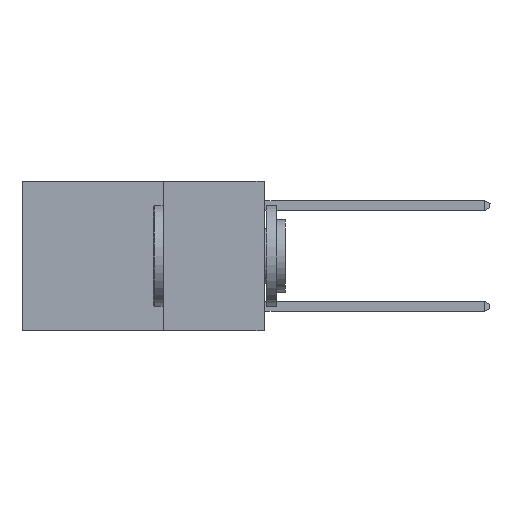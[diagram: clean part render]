
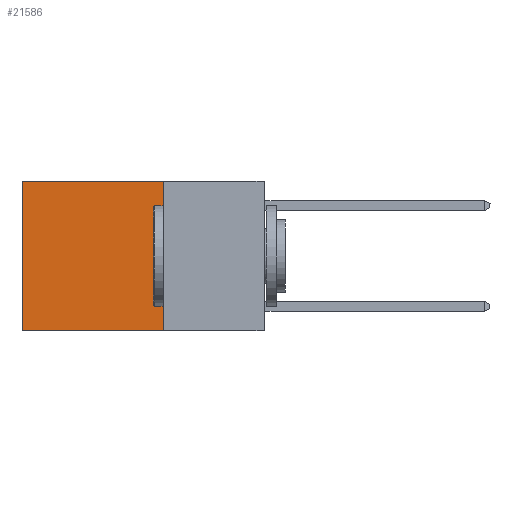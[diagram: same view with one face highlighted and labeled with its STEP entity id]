
A CAD part, left-side view. The second image highlights one B-rep face of the part: STEP entity #21586.
In plain terms, the highlighted planar face has unit normal (-1, 0, 0).
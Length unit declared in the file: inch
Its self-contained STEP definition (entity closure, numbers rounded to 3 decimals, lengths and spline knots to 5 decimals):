
#356 = CARTESIAN_POINT ( 'NONE',  ( 0.2625, 0.25, 0. ) ) ;
#875 = EDGE_CURVE ( 'NONE', #9480, #14641, #2086, .T. ) ;
#1205 = CARTESIAN_POINT ( 'NONE',  ( 0.2625, 0.25, -0.37 ) ) ;
#1802 = EDGE_CURVE ( 'NONE', #9480, #7190, #21016, .T. ) ;
#2086 = LINE ( 'NONE', #9009, #3332 ) ;
#3138 = AXIS2_PLACEMENT_3D ( 'NONE', #8493, #8605, #5205 ) ;
#3332 = VECTOR ( 'NONE', #17800, 39.37008 ) ;
#3346 = ORIENTED_EDGE ( 'NONE', *, *, #7204, .T. ) ;
#3620 = CARTESIAN_POINT ( 'NONE',  ( 0.2625, 0.25, 0. ) ) ;
#3831 = ORIENTED_EDGE ( 'NONE', *, *, #1802, .F. ) ;
#4856 = CARTESIAN_POINT ( 'NONE',  ( 0.2625, 0.25, -0.37 ) ) ;
#5205 = DIRECTION ( 'NONE',  ( 0., 0., -1. ) ) ;
#5805 = VECTOR ( 'NONE', #19434, 39.37008 ) ;
#6466 = FACE_OUTER_BOUND ( 'NONE', #22213, .T. ) ;
#6697 = ORIENTED_EDGE ( 'NONE', *, *, #15671, .F. ) ;
#7190 = VERTEX_POINT ( 'NONE', #1205 ) ;
#7204 = EDGE_CURVE ( 'NONE', #14641, #12317, #18836, .T. ) ;
#8095 = CARTESIAN_POINT ( 'NONE',  ( 0.2625, 0.6, 0. ) ) ;
#8493 = CARTESIAN_POINT ( 'NONE',  ( 0.2625, 0.25, 0. ) ) ;
#8605 = DIRECTION ( 'NONE',  ( 1., 0., 0. ) ) ;
#9009 = CARTESIAN_POINT ( 'NONE',  ( 0.2625, 0.25, 0. ) ) ;
#9480 = VERTEX_POINT ( 'NONE', #356 ) ;
#9936 = CARTESIAN_POINT ( 'NONE',  ( 0.2625, 0.6, 0. ) ) ;
#10091 = DIRECTION ( 'NONE',  ( 0., 1., 0. ) ) ;
#11789 = CARTESIAN_POINT ( 'NONE',  ( 0.2625, 0.6, -0.37 ) ) ;
#12317 = VERTEX_POINT ( 'NONE', #11789 ) ;
#13873 = ORIENTED_EDGE ( 'NONE', *, *, #875, .T. ) ;
#14641 = VERTEX_POINT ( 'NONE', #8095 ) ;
#14871 = VECTOR ( 'NONE', #10091, 39.37008 ) ;
#15671 = EDGE_CURVE ( 'NONE', #7190, #12317, #20332, .T. ) ;
#16793 = DIRECTION ( 'NONE',  ( 0., 0., -1. ) ) ;
#17800 = DIRECTION ( 'NONE',  ( 0., 1., 0. ) ) ;
#18645 = PLANE ( 'NONE',  #3138 ) ;
#18836 = LINE ( 'NONE', #9936, #21463 ) ;
#19434 = DIRECTION ( 'NONE',  ( 0., 0., -1. ) ) ;
#20332 = LINE ( 'NONE', #4856, #14871 ) ;
#21016 = LINE ( 'NONE', #3620, #5805 ) ;
#21463 = VECTOR ( 'NONE', #16793, 39.37008 ) ;
#21586 = ADVANCED_FACE ( 'NONE', ( #6466 ), #18645, .F. ) ;
#22213 = EDGE_LOOP ( 'NONE', ( #3346, #6697, #3831, #13873 ) ) ;
